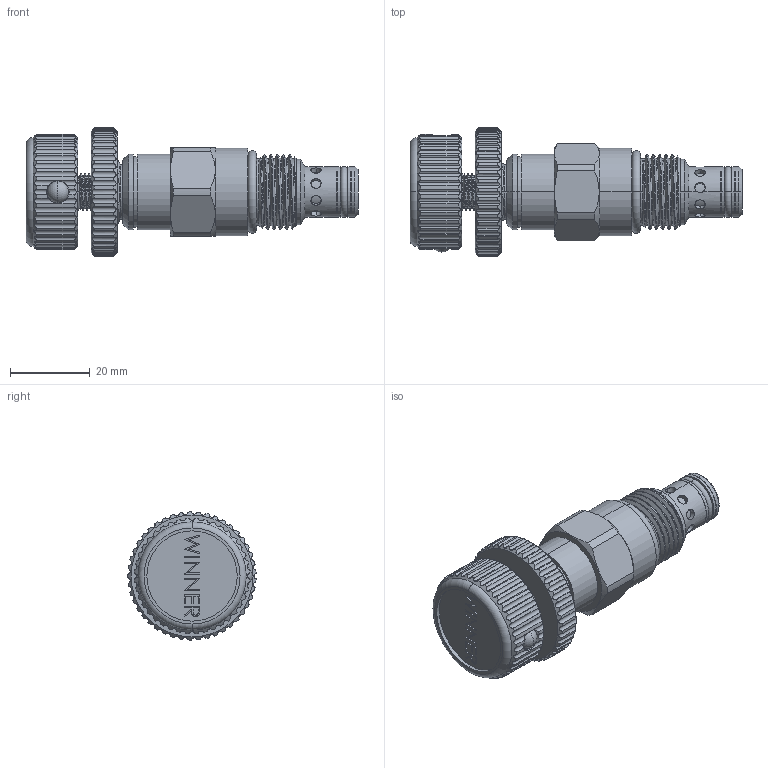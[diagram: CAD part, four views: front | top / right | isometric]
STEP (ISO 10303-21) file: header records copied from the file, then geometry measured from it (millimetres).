
FILE_DESCRIPTION (( 'STEP AP203' ), '1' );
FILE_NAME ('FR08W22-K.STEP', '2024-05-30T03:50:06', ( '' ), ( '' ), 'SwSTEP 2.0', 'SolidWorks 2018', '' );
FILE_SCHEMA (( 'CONFIG_CONTROL_DESIGN' ));
Length unit declared in the file: millimetre
Products named in the file (1): FR08W22-K
Bounding box: 83.4 x 32.18 x 32.2 mm (x, y, z)
Volume: 29430.2 mm3; surface area: 9864.2 mm2
Topology: 1 solids, 2 shells, 549 faces, 1474 edges, 958 vertices
Faces by surface type: cylinder 336, plane 135, cone 39, bspline 21, torus 16, sphere 2
Entity records: 29694 total; most frequent: CARTESIAN_POINT 16587, ORIENTED_EDGE 2924, DIRECTION 2460, EDGE_CURVE 1462, VERTEX_POINT 958, AXIS2_PLACEMENT_3D 921, LINE 618, VECTOR 618
